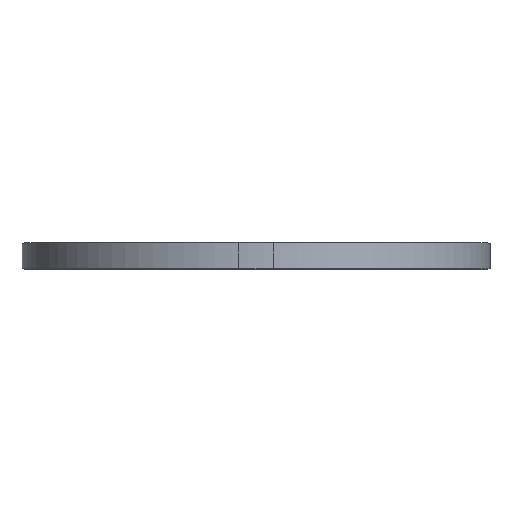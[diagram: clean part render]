
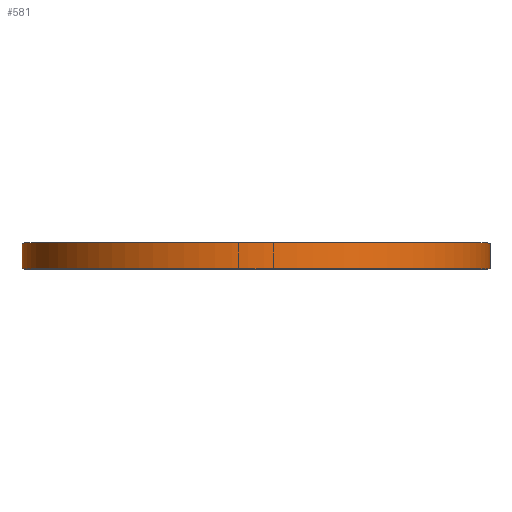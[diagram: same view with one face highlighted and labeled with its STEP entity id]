
A CAD part, top view. The second image highlights one B-rep face of the part: STEP entity #581.
In plain terms, the highlighted cylindrical face has radius 114.775 mm (diameter 229.55 mm), a partial arc.
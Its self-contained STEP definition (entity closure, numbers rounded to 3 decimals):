
#53=CARTESIAN_POINT('',(0.,0.,0.));
#54=DIRECTION('',(0.,1.,0.));
#55=DIRECTION('',(-1.,0.,0.));
#56=AXIS2_PLACEMENT_3D('',#53,#54,#55);
#82=DIRECTION('',(0.,1.,0.));
#83=VECTOR('',#82,12.7);
#84=CARTESIAN_POINT('',(114.775,0.,0.));
#85=LINE('',#84,#83);
#89=DIRECTION('',(0.,1.,0.));
#90=VECTOR('',#89,12.7);
#91=CARTESIAN_POINT('',(-114.775,0.,0.));
#92=LINE('',#91,#90);
#104=CARTESIAN_POINT('',(0.,12.7,0.));
#105=DIRECTION('',(0.,1.,0.));
#106=DIRECTION('',(-1.,0.,0.));
#107=AXIS2_PLACEMENT_3D('',#104,#105,#106);
#456=CARTESIAN_POINT('',(114.775,0.,0.));
#457=CARTESIAN_POINT('',(-114.775,0.,0.));
#458=VERTEX_POINT('',#456);
#459=VERTEX_POINT('',#457);
#460=CARTESIAN_POINT('',(114.775,12.7,0.));
#461=CARTESIAN_POINT('',(-114.775,12.7,0.));
#462=VERTEX_POINT('',#460);
#463=VERTEX_POINT('',#461);
#569=CARTESIAN_POINT('',(0.,0.,0.));
#570=DIRECTION('',(0.,1.,0.));
#571=DIRECTION('',(1.,0.,0.));
#572=AXIS2_PLACEMENT_3D('',#569,#570,#571);
#573=CYLINDRICAL_SURFACE('',#572,114.775);
#574=ORIENTED_EDGE('',*,*,#539,.F.);
#575=ORIENTED_EDGE('',*,*,#564,.T.);
#577=ORIENTED_EDGE('',*,*,#576,.T.);
#578=ORIENTED_EDGE('',*,*,#560,.F.);
#579=EDGE_LOOP('',(#574,#575,#577,#578));
#580=FACE_OUTER_BOUND('',#579,.F.);
#57=CIRCLE('',#56,114.775);
#108=CIRCLE('',#107,114.775);
#539=EDGE_CURVE('',#459,#458,#57,.T.);
#560=EDGE_CURVE('',#458,#462,#85,.T.);
#564=EDGE_CURVE('',#459,#463,#92,.T.);
#576=EDGE_CURVE('',#463,#462,#108,.T.);
#581=ADVANCED_FACE('',(#580),#573,.T.);
